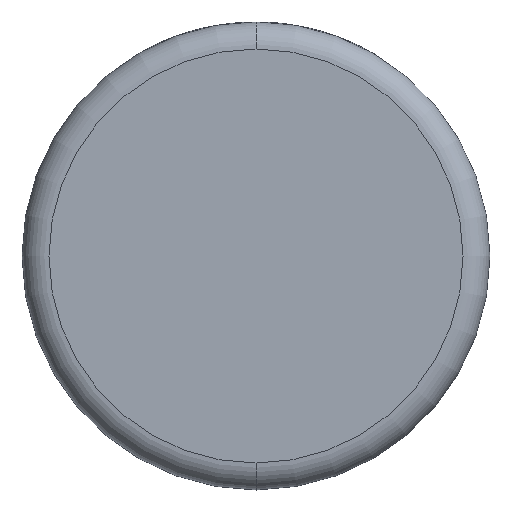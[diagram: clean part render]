
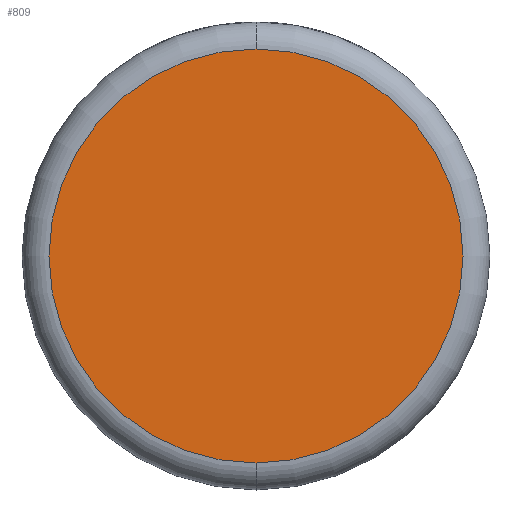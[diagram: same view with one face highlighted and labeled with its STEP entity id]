
A CAD part, front view. The second image highlights one B-rep face of the part: STEP entity #809.
In plain terms, the highlighted planar face has unit normal (0, -1, 0).
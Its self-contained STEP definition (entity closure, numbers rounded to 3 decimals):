
#97 = EDGE_CURVE ( 'NONE', #652, #2526, #3809, .T. ) ;
#264 = FACE_OUTER_BOUND ( 'NONE', #390, .T. ) ;
#390 = EDGE_LOOP ( 'NONE', ( #4272, #3585 ) ) ;
#486 = DIRECTION ( 'NONE',  ( 0., -1., 0. ) ) ;
#525 = CARTESIAN_POINT ( 'NONE',  ( 0., 0., 0. ) ) ;
#538 = EDGE_CURVE ( 'NONE', #2526, #652, #867, .T. ) ;
#652 = VERTEX_POINT ( 'NONE', #4084 ) ;
#714 = AXIS2_PLACEMENT_3D ( 'NONE', #525, #486, #3131 ) ;
#809 = ADVANCED_FACE ( 'NONE', ( #264 ), #2265, .F. ) ;
#867 = CIRCLE ( 'NONE', #4227, 15.926 ) ;
#1465 = AXIS2_PLACEMENT_3D ( 'NONE', #4103, #3014, #2672 ) ;
#1472 = DIRECTION ( 'NONE',  ( 0., -1., 0. ) ) ;
#1491 = DIRECTION ( 'NONE',  ( 0., 0., 1. ) ) ;
#2265 = PLANE ( 'NONE',  #1465 ) ;
#2526 = VERTEX_POINT ( 'NONE', #4064 ) ;
#2672 = DIRECTION ( 'NONE',  ( 0., 0., 1. ) ) ;
#3014 = DIRECTION ( 'NONE',  ( 0., 1., 0. ) ) ;
#3131 = DIRECTION ( 'NONE',  ( 0., 0., 1. ) ) ;
#3585 = ORIENTED_EDGE ( 'NONE', *, *, #97, .T. ) ;
#3667 = CARTESIAN_POINT ( 'NONE',  ( 0., 0., 0. ) ) ;
#3809 = CIRCLE ( 'NONE', #714, 15.926 ) ;
#4064 = CARTESIAN_POINT ( 'NONE',  ( 0., 0., 15.926 ) ) ;
#4084 = CARTESIAN_POINT ( 'NONE',  ( 0., 0., -15.926 ) ) ;
#4103 = CARTESIAN_POINT ( 'NONE',  ( 0., 0., 0. ) ) ;
#4227 = AXIS2_PLACEMENT_3D ( 'NONE', #3667, #1472, #1491 ) ;
#4272 = ORIENTED_EDGE ( 'NONE', *, *, #538, .T. ) ;
